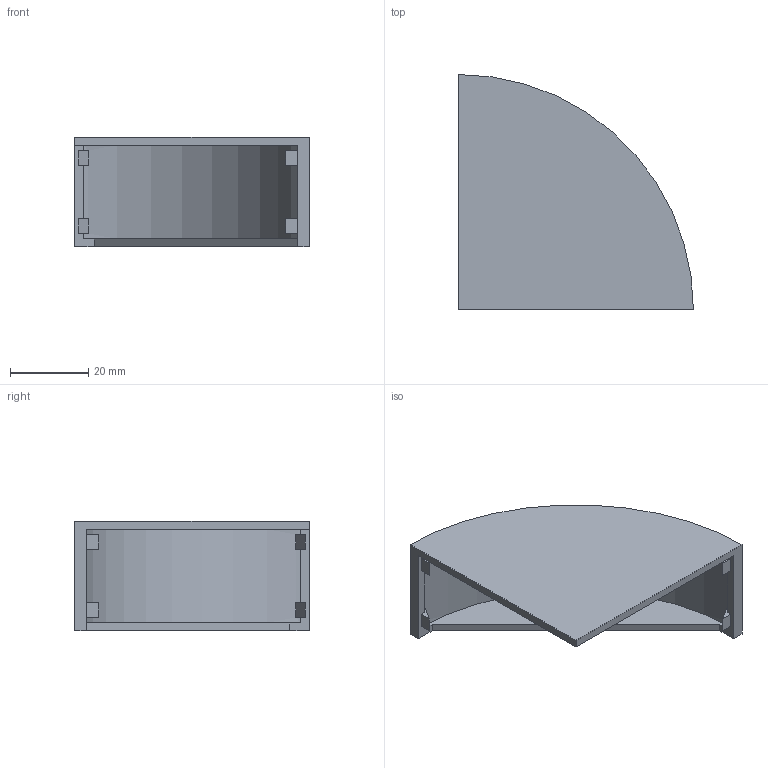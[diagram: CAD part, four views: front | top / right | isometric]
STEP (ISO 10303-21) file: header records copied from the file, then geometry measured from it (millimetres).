
FILE_DESCRIPTION (( 'STEP AP214' ), '1' );
FILE_NAME ('SNSS.30.70.09 Çàãëóøêà äëÿ óãëîâîãî àëþìèíèåâîãî ñîåäèíèòåëÿ 60õ60(T05).STEP', '2018-01-12T08:06:23', ( '' ), ( '' ), 'SwSTEP 2.0', 'SolidWorks 2017', '' );
FILE_SCHEMA (( 'AUTOMOTIVE_DESIGN' ));
Length unit declared in the file: millimetre
Products named in the file (1): SNSS.30.70.09 Çàãëóøêà äëÿ óãëîâîãî àëþìèíèåâîãî ñîåäèíèòåëÿ 60õ60(T05)
Bounding box: 60 x 60 x 28 mm (x, y, z)
Volume: 10838.3 mm3; surface area: 12797.3 mm2
Topology: 1 solids, 1 shells, 33 faces, 93 edges, 62 vertices
Faces by surface type: plane 31, cylinder 2
Entity records: 1093 total; most frequent: CARTESIAN_POINT 213, ORIENTED_EDGE 186, DIRECTION 157, EDGE_CURVE 93, VECTOR 81, LINE 81, VERTEX_POINT 62, AXIS2_PLACEMENT_3D 38
